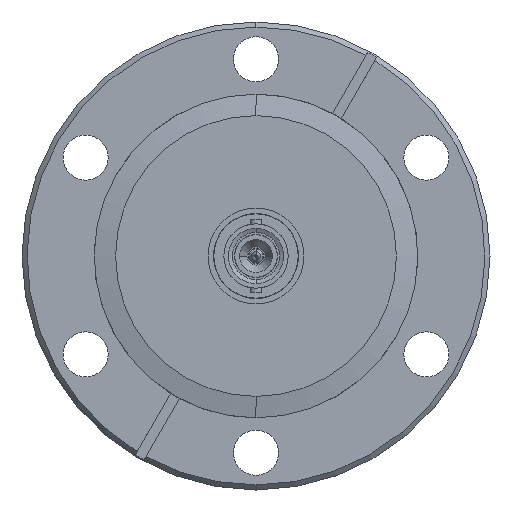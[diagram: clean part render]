
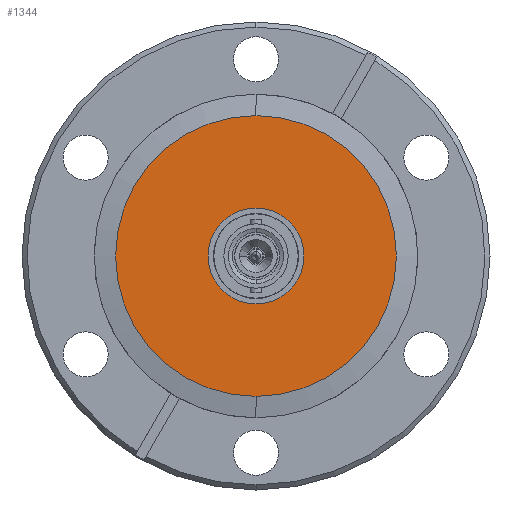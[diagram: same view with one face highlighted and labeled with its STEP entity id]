
A CAD part, front view. The second image highlights one B-rep face of the part: STEP entity #1344.
In plain terms, the highlighted planar face has unit normal (0, -1, 0).
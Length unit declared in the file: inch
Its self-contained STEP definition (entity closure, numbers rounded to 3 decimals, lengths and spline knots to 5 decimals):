
#258 = CARTESIAN_POINT ( 'NONE',  ( 0., 0.72412, -0.282 ) ) ;
#311 = CARTESIAN_POINT ( 'NONE',  ( 0., 0.72412, 0.282 ) ) ;
#534 = CARTESIAN_POINT ( 'NONE',  ( 0., 0.72412, -0.825 ) ) ;
#717 = DIRECTION ( 'NONE',  ( 0., 0., 1. ) ) ;
#721 = DIRECTION ( 'NONE',  ( 0., -1., 0. ) ) ;
#722 = CARTESIAN_POINT ( 'NONE',  ( 0., 0.72412, 0. ) ) ;
#1064 = CARTESIAN_POINT ( 'NONE',  ( 0., 0.72412, 0.825 ) ) ;
#1197 = DIRECTION ( 'NONE',  ( 0., 0., 1. ) ) ;
#1198 = DIRECTION ( 'NONE',  ( 0., -1., 0. ) ) ;
#1199 = CARTESIAN_POINT ( 'NONE',  ( 0.825, 0.72412, 0. ) ) ;
#1201 = PLANE ( 'NONE',  #4858 ) ;
#1344 = ADVANCED_FACE ( 'NONE', ( #5799, #5791 ), #1201, .T. ) ;
#1387 = AXIS2_PLACEMENT_3D ( 'NONE', #5992, #5993, #5994 ) ;
#1406 = AXIS2_PLACEMENT_3D ( 'NONE', #6015, #6016, #6017 ) ;
#1464 = AXIS2_PLACEMENT_3D ( 'NONE', #722, #721, #717 ) ;
#1687 = AXIS2_PLACEMENT_3D ( 'NONE', #2024, #2025, #2026 ) ;
#2024 = CARTESIAN_POINT ( 'NONE',  ( 0., 0.72412, 0. ) ) ;
#2025 = DIRECTION ( 'NONE',  ( 0., -1., 0. ) ) ;
#2026 = DIRECTION ( 'NONE',  ( 0., 0., 1. ) ) ;
#2502 = CIRCLE ( 'NONE', #1464, 0.825 ) ;
#2564 = CIRCLE ( 'NONE', #1687, 0.825 ) ;
#2824 = VERTEX_POINT ( 'NONE', #1064 ) ;
#2845 = VERTEX_POINT ( 'NONE', #534 ) ;
#3177 = ORIENTED_EDGE ( 'NONE', *, *, #4781, .T. ) ;
#3246 = EDGE_LOOP ( 'NONE', ( #3914, #3177 ) ) ;
#3368 = EDGE_LOOP ( 'NONE', ( #3925, #4095 ) ) ;
#3541 = VERTEX_POINT ( 'NONE', #311 ) ;
#3602 = VERTEX_POINT ( 'NONE', #258 ) ;
#3914 = ORIENTED_EDGE ( 'NONE', *, *, #4702, .T. ) ;
#3925 = ORIENTED_EDGE ( 'NONE', *, *, #4981, .T. ) ;
#4095 = ORIENTED_EDGE ( 'NONE', *, *, #4990, .T. ) ;
#4340 = CIRCLE ( 'NONE', #1387, 0.282 ) ;
#4349 = CIRCLE ( 'NONE', #1406, 0.282 ) ;
#4702 = EDGE_CURVE ( 'NONE', #2824, #2845, #2502, .T. ) ;
#4781 = EDGE_CURVE ( 'NONE', #2845, #2824, #2564, .T. ) ;
#4858 = AXIS2_PLACEMENT_3D ( 'NONE', #1199, #1198, #1197 ) ;
#4981 = EDGE_CURVE ( 'NONE', #3541, #3602, #4340, .T. ) ;
#4990 = EDGE_CURVE ( 'NONE', #3602, #3541, #4349, .T. ) ;
#5791 = FACE_BOUND ( 'NONE', #3368, .T. ) ;
#5799 = FACE_OUTER_BOUND ( 'NONE', #3246, .T. ) ;
#5992 = CARTESIAN_POINT ( 'NONE',  ( 0., 0.72412, 0. ) ) ;
#5993 = DIRECTION ( 'NONE',  ( 0., 1., 0. ) ) ;
#5994 = DIRECTION ( 'NONE',  ( 0., 0., 1. ) ) ;
#6015 = CARTESIAN_POINT ( 'NONE',  ( 0., 0.72412, 0. ) ) ;
#6016 = DIRECTION ( 'NONE',  ( 0., 1., 0. ) ) ;
#6017 = DIRECTION ( 'NONE',  ( 0., 0., 1. ) ) ;
